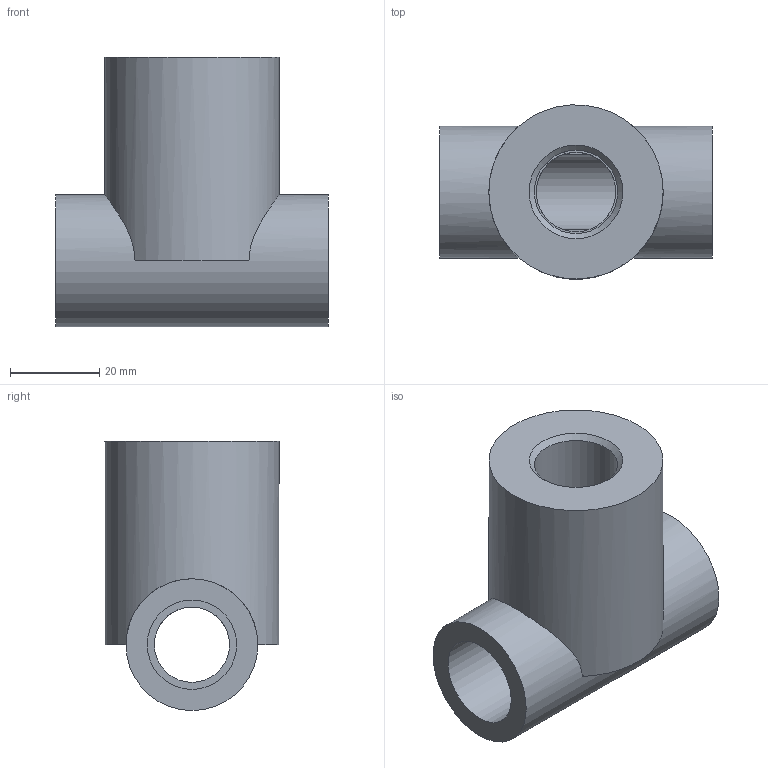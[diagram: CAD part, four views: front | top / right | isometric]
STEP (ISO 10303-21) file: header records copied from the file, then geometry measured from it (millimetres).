
FILE_DESCRIPTION( ( 'STEP AP214' ), '1' );
FILE_NAME( '22097002007(architecture400).stp', '2021-11-19T08:00:11', ( 'License CC BY-ND 4.0' ), ( 'CADENAS' ), ' ', 'PARTsolutions', ' ' );
FILE_SCHEMA( ( 'AUTOMOTIVE_DESIGN { 1 0 10303 214 1 1 1 1 }' ) );
Length unit declared in the file: millimetre
Products named in the file (1): _22097002007(architecture400)
Bounding box: 61 x 38.96 x 60.25 mm (x, y, z)
Volume: 57279.9 mm3; surface area: 16494.8 mm2
Topology: 1 solids, 1 shells, 18 faces, 36 edges, 23 vertices
Faces by surface type: plane 10, cylinder 7, cone 1
Full cylindrical faces by diameter (mm): 16.833 x1, 17.793 x1, 18.631 x1, 20 x2, 29.5 x1, 39 x1
Entity records: 786 total; most frequent: CARTESIAN_POINT 281, DIRECTION 76, ORIENTED_EDGE 50, AXIS2_PLACEMENT_3D 36, EDGE_LOOP 34, FACE_OUTER_BOUND 25, EDGE_CURVE 25, VERTEX_POINT 21
